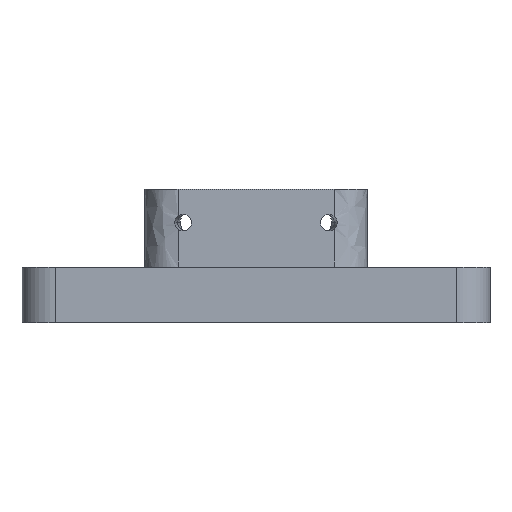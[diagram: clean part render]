
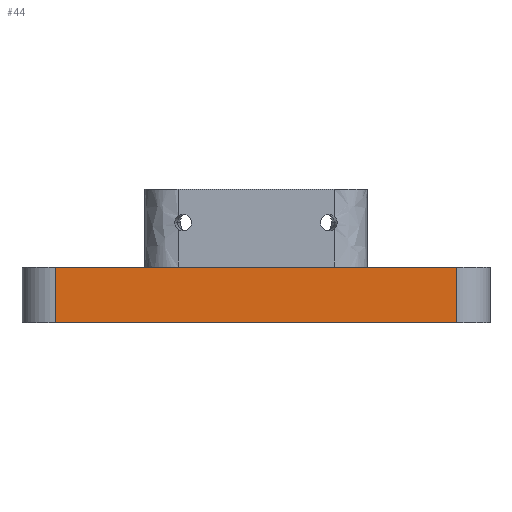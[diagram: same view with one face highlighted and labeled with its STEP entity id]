
A CAD part, front view. The second image highlights one B-rep face of the part: STEP entity #44.
In plain terms, the highlighted free-form (B-spline) face has degree [2, 1] with [3, 2] control points.
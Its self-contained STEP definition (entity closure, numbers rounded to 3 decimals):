
#44=ADVANCED_FACE('',(#122),#1385,.T.);
#122=FACE_OUTER_BOUND('',#200,.T.);
#200=EDGE_LOOP('',(#325,#326,#327,#328));
#325=ORIENTED_EDGE('',*,*,#775,.T.);
#326=ORIENTED_EDGE('',*,*,#756,.T.);
#327=ORIENTED_EDGE('',*,*,#776,.F.);
#328=ORIENTED_EDGE('',*,*,#773,.F.);
#756=EDGE_CURVE('',#1213,#1216,#1028,.T.);
#773=EDGE_CURVE('',#1227,#1228,#1045,.T.);
#775=EDGE_CURVE('',#1227,#1213,#1047,.T.);
#776=EDGE_CURVE('',#1228,#1216,#1048,.T.);
#1028=(
BOUNDED_CURVE()
B_SPLINE_CURVE(1,(#2112,#2113),.UNSPECIFIED.,.F.,.F.)
B_SPLINE_CURVE_WITH_KNOTS((2,2),(0.,5.),.UNSPECIFIED.)
CURVE()
GEOMETRIC_REPRESENTATION_ITEM()
RATIONAL_B_SPLINE_CURVE((1.,1.))
REPRESENTATION_ITEM('')
);
#1045=(
BOUNDED_CURVE()
B_SPLINE_CURVE(1,(#2157,#2158),.UNSPECIFIED.,.F.,.F.)
B_SPLINE_CURVE_WITH_KNOTS((2,2),(0.,5.),.UNSPECIFIED.)
CURVE()
GEOMETRIC_REPRESENTATION_ITEM()
RATIONAL_B_SPLINE_CURVE((1.,1.))
REPRESENTATION_ITEM('')
);
#1047=(
BOUNDED_CURVE()
B_SPLINE_CURVE(2,(#2162,#2163,#2164),.UNSPECIFIED.,.F.,.F.)
B_SPLINE_CURVE_WITH_KNOTS((3,3),(-659.137,-623.137),
 .UNSPECIFIED.)
CURVE()
GEOMETRIC_REPRESENTATION_ITEM()
RATIONAL_B_SPLINE_CURVE((1.,1.,1.))
REPRESENTATION_ITEM('')
);
#1048=(
BOUNDED_CURVE()
B_SPLINE_CURVE(2,(#2165,#2166,#2167),.UNSPECIFIED.,.F.,.F.)
B_SPLINE_CURVE_WITH_KNOTS((3,3),(-659.137,-623.137),
 .UNSPECIFIED.)
CURVE()
GEOMETRIC_REPRESENTATION_ITEM()
RATIONAL_B_SPLINE_CURVE((1.,1.,1.))
REPRESENTATION_ITEM('')
);
#1213=VERTEX_POINT('',#1954);
#1216=VERTEX_POINT('',#1957);
#1227=VERTEX_POINT('',#1968);
#1228=VERTEX_POINT('',#1969);
#1385=(
BOUNDED_SURFACE()
B_SPLINE_SURFACE(2,1,((#1531,#1532),(#1533,#1534),(#1535,#1536)),
 .UNSPECIFIED.,.F.,.F.,.F.)
B_SPLINE_SURFACE_WITH_KNOTS((3,3),(2,2),(-659.137,-623.137),
(0.,5.),.UNSPECIFIED.)
GEOMETRIC_REPRESENTATION_ITEM()
RATIONAL_B_SPLINE_SURFACE(((1.,1.),(1.,1.),(1.,1.)))
REPRESENTATION_ITEM('')
SURFACE()
);
#1531=CARTESIAN_POINT('',(18.,-21.,5.));
#1532=CARTESIAN_POINT('',(18.,-21.,0.));
#1533=CARTESIAN_POINT('',(0.,-21.,5.));
#1534=CARTESIAN_POINT('',(0.,-21.,0.));
#1535=CARTESIAN_POINT('',(-18.,-21.,5.));
#1536=CARTESIAN_POINT('',(-18.,-21.,0.));
#1954=CARTESIAN_POINT('',(-18.,-21.,5.));
#1957=CARTESIAN_POINT('',(-18.,-21.,0.));
#1968=CARTESIAN_POINT('',(18.,-21.,5.));
#1969=CARTESIAN_POINT('',(18.,-21.,0.));
#2112=CARTESIAN_POINT('',(-18.,-21.,5.));
#2113=CARTESIAN_POINT('',(-18.,-21.,0.));
#2157=CARTESIAN_POINT('',(18.,-21.,5.));
#2158=CARTESIAN_POINT('',(18.,-21.,0.));
#2162=CARTESIAN_POINT('',(18.,-21.,5.));
#2163=CARTESIAN_POINT('',(0.,-21.,5.));
#2164=CARTESIAN_POINT('',(-18.,-21.,5.));
#2165=CARTESIAN_POINT('',(18.,-21.,0.));
#2166=CARTESIAN_POINT('',(0.,-21.,0.));
#2167=CARTESIAN_POINT('',(-18.,-21.,0.));
